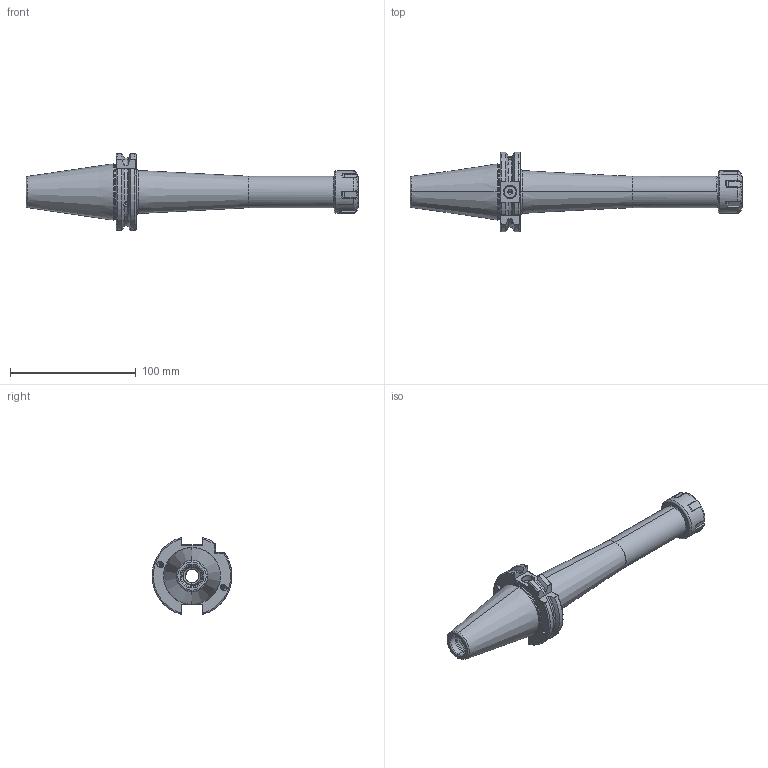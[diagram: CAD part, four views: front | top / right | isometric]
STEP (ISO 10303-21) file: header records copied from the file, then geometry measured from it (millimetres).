
FILE_DESCRIPTION (( 'STEP AP203' ), '1' );
FILE_NAME ('403.02.13.3.STEP', '2016-07-16T03:48:38', ( '' ), ( '' ), 'SwSTEP 2.0', 'SolidWorks 2012', '' );
FILE_SCHEMA (( 'CONFIG_CONTROL_DESIGN' ));
Length unit declared in the file: millimetre
Products named in the file (3): 2-01.100.0200190C7_ER20螺帽(六溝); 403.02.13.3
Assembly tree (2 placements, depth 2):
  403.02.13.3
    403.02.13.3
    2-01.100.0200190C7_ER20螺帽(六溝)
Bounding box: 263.64 x 63.33 x 61.24 mm (x, y, z)
Volume: 181209.3 mm3; surface area: 50825.3 mm2
Topology: 2 solids, 2 shells, 451 faces, 1235 edges, 774 vertices
Faces by surface type: cylinder 187, plane 92, bspline 65, torus 63, cone 44
Entity records: 29354 total; most frequent: CARTESIAN_POINT 19228, ORIENTED_EDGE 2438, DIRECTION 1634, EDGE_CURVE 1219, VERTEX_POINT 774, AXIS2_PLACEMENT_3D 638, EDGE_LOOP 465, FACE_OUTER_BOUND 451
